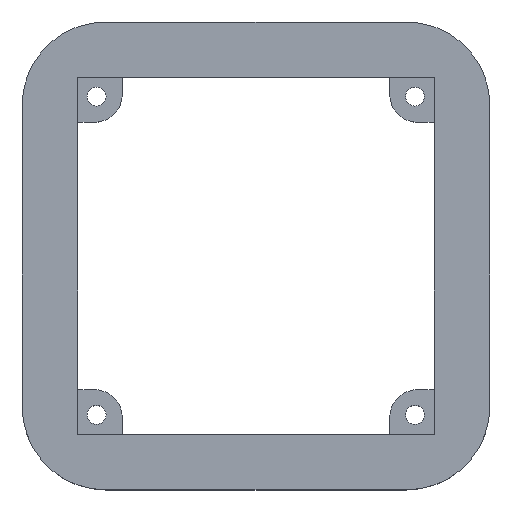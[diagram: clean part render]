
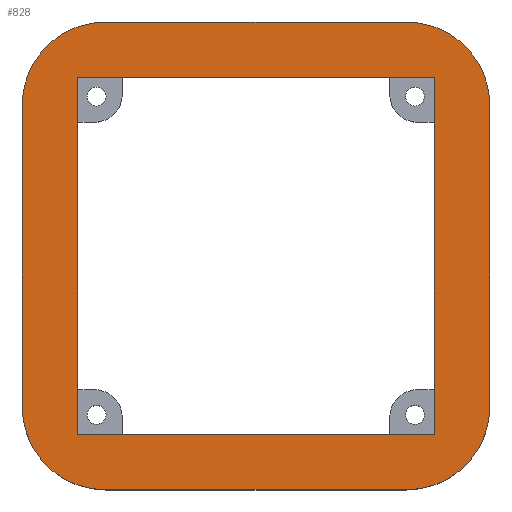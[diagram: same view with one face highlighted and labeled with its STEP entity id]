
A CAD part, top view. The second image highlights one B-rep face of the part: STEP entity #828.
In plain terms, the highlighted planar face has unit normal (0, 0, 1).
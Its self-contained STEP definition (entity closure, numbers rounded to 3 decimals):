
#19=FACE_BOUND('',#137,.T.);
#43=CIRCLE('',#901,15.);
#44=CIRCLE('',#902,15.);
#45=CIRCLE('',#903,15.);
#46=CIRCLE('',#904,15.);
#90=FACE_OUTER_BOUND('',#136,.T.);
#136=EDGE_LOOP('',(#615,#616,#617,#618,#619,#620,#621,#622));
#137=EDGE_LOOP('',(#623,#624,#625,#626));
#212=LINE('',#1305,#300);
#213=LINE('',#1309,#301);
#214=LINE('',#1313,#302);
#215=LINE('',#1316,#303);
#216=LINE('',#1319,#304);
#217=LINE('',#1321,#305);
#218=LINE('',#1323,#306);
#219=LINE('',#1324,#307);
#300=VECTOR('',#1052,10.);
#301=VECTOR('',#1055,10.);
#302=VECTOR('',#1058,10.);
#303=VECTOR('',#1061,10.);
#304=VECTOR('',#1062,10.);
#305=VECTOR('',#1063,10.);
#306=VECTOR('',#1064,10.);
#307=VECTOR('',#1065,10.);
#393=VERTEX_POINT('',#1301);
#394=VERTEX_POINT('',#1302);
#395=VERTEX_POINT('',#1304);
#396=VERTEX_POINT('',#1306);
#397=VERTEX_POINT('',#1308);
#398=VERTEX_POINT('',#1310);
#399=VERTEX_POINT('',#1312);
#400=VERTEX_POINT('',#1314);
#401=VERTEX_POINT('',#1317);
#402=VERTEX_POINT('',#1318);
#403=VERTEX_POINT('',#1320);
#404=VERTEX_POINT('',#1322);
#484=EDGE_CURVE('',#393,#394,#43,.T.);
#485=EDGE_CURVE('',#395,#393,#212,.T.);
#486=EDGE_CURVE('',#396,#395,#44,.T.);
#487=EDGE_CURVE('',#397,#396,#213,.T.);
#488=EDGE_CURVE('',#398,#397,#45,.T.);
#489=EDGE_CURVE('',#399,#398,#214,.T.);
#490=EDGE_CURVE('',#400,#399,#46,.T.);
#491=EDGE_CURVE('',#394,#400,#215,.T.);
#492=EDGE_CURVE('',#401,#402,#216,.T.);
#493=EDGE_CURVE('',#402,#403,#217,.T.);
#494=EDGE_CURVE('',#403,#404,#218,.T.);
#495=EDGE_CURVE('',#404,#401,#219,.T.);
#615=ORIENTED_EDGE('',*,*,#484,.F.);
#616=ORIENTED_EDGE('',*,*,#485,.F.);
#617=ORIENTED_EDGE('',*,*,#486,.F.);
#618=ORIENTED_EDGE('',*,*,#487,.F.);
#619=ORIENTED_EDGE('',*,*,#488,.F.);
#620=ORIENTED_EDGE('',*,*,#489,.F.);
#621=ORIENTED_EDGE('',*,*,#490,.F.);
#622=ORIENTED_EDGE('',*,*,#491,.F.);
#623=ORIENTED_EDGE('',*,*,#492,.T.);
#624=ORIENTED_EDGE('',*,*,#493,.T.);
#625=ORIENTED_EDGE('',*,*,#494,.T.);
#626=ORIENTED_EDGE('',*,*,#495,.T.);
#798=PLANE('',#900);
#828=ADVANCED_FACE('',(#90,#19),#798,.T.);
#900=AXIS2_PLACEMENT_3D('',#1300,#1048,#1049);
#901=AXIS2_PLACEMENT_3D('',#1303,#1050,#1051);
#902=AXIS2_PLACEMENT_3D('',#1307,#1053,#1054);
#903=AXIS2_PLACEMENT_3D('',#1311,#1056,#1057);
#904=AXIS2_PLACEMENT_3D('',#1315,#1059,#1060);
#1048=DIRECTION('center_axis',(0.,0.,1.));
#1049=DIRECTION('ref_axis',(-1.,0.,0.));
#1050=DIRECTION('center_axis',(0.,0.,-1.));
#1051=DIRECTION('ref_axis',(-0.707,0.707,0.));
#1052=DIRECTION('',(0.,1.,0.));
#1053=DIRECTION('center_axis',(0.,0.,-1.));
#1054=DIRECTION('ref_axis',(-0.707,-0.707,0.));
#1055=DIRECTION('',(-1.,0.,0.));
#1056=DIRECTION('center_axis',(0.,0.,-1.));
#1057=DIRECTION('ref_axis',(0.707,-0.707,0.));
#1058=DIRECTION('',(0.,-1.,0.));
#1059=DIRECTION('center_axis',(0.,0.,-1.));
#1060=DIRECTION('ref_axis',(0.707,0.707,0.));
#1061=DIRECTION('',(1.,0.,0.));
#1062=DIRECTION('',(1.,0.,0.));
#1063=DIRECTION('',(0.,-1.,0.));
#1064=DIRECTION('',(-1.,0.,0.));
#1065=DIRECTION('',(0.,1.,0.));
#1300=CARTESIAN_POINT('Origin',(197.67,-78.62,1.51));
#1301=CARTESIAN_POINT('',(155.67,-51.62,1.51));
#1302=CARTESIAN_POINT('',(170.67,-36.62,1.51));
#1303=CARTESIAN_POINT('Origin',(170.67,-51.62,1.51));
#1304=CARTESIAN_POINT('',(155.67,-105.62,1.51));
#1305=CARTESIAN_POINT('',(155.67,-120.62,1.51));
#1306=CARTESIAN_POINT('',(170.67,-120.62,1.51));
#1307=CARTESIAN_POINT('Origin',(170.67,-105.62,1.51));
#1308=CARTESIAN_POINT('',(224.67,-120.62,1.51));
#1309=CARTESIAN_POINT('',(239.67,-120.62,1.51));
#1310=CARTESIAN_POINT('',(239.67,-105.62,1.51));
#1311=CARTESIAN_POINT('Origin',(224.67,-105.62,1.51));
#1312=CARTESIAN_POINT('',(239.67,-51.62,1.51));
#1313=CARTESIAN_POINT('',(239.67,-36.62,1.51));
#1314=CARTESIAN_POINT('',(224.67,-36.62,1.51));
#1315=CARTESIAN_POINT('Origin',(224.67,-51.62,1.51));
#1316=CARTESIAN_POINT('',(155.67,-36.62,1.51));
#1317=CARTESIAN_POINT('',(165.67,-46.62,1.51));
#1318=CARTESIAN_POINT('',(229.67,-46.62,1.51));
#1319=CARTESIAN_POINT('',(181.67,-46.62,1.51));
#1320=CARTESIAN_POINT('',(229.67,-110.62,1.51));
#1321=CARTESIAN_POINT('',(229.67,-62.62,1.51));
#1322=CARTESIAN_POINT('',(165.67,-110.62,1.51));
#1323=CARTESIAN_POINT('',(185.67,-110.62,1.51));
#1324=CARTESIAN_POINT('',(165.67,-110.62,1.51));
